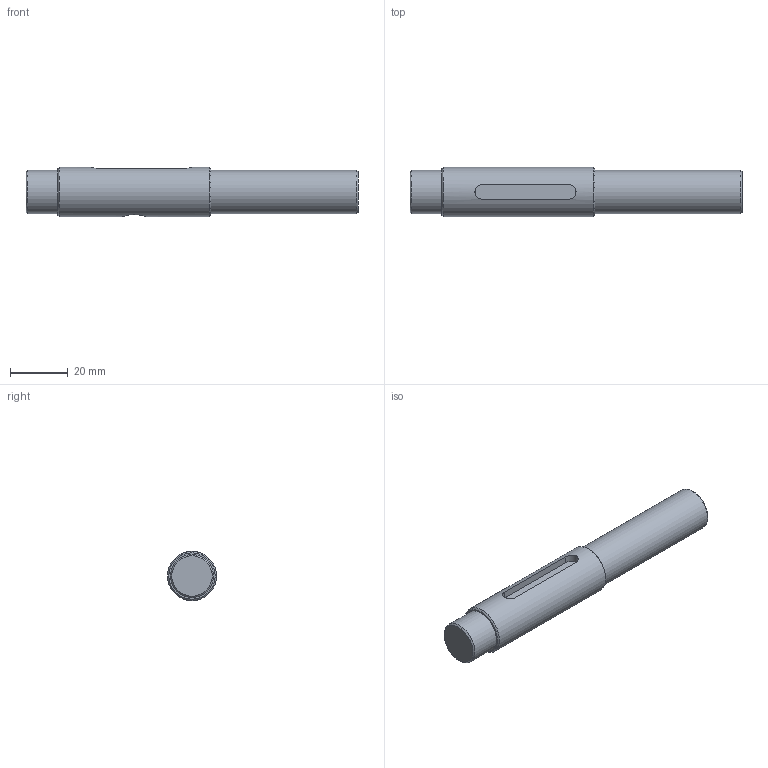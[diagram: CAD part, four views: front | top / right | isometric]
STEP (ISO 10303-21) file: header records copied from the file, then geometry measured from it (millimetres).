
FILE_DESCRIPTION((''),'2;1');
FILE_NAME('944510.ipt.stp','2010-09-05T12:28:05',(''),(''),'Autodesk Inventor 2010','Autodesk Inventor 2010','');
FILE_SCHEMA(('AUTOMOTIVE_DESIGN { 1 0 10303 214 1 1 1 1 }'));
Length unit declared in the file: millimetre
Products named in the file (1): 944510
Bounding box: 115 x 17 x 17 mm (x, y, z)
Volume: 22432.2 mm3; surface area: 6354 mm2
Topology: 1 solids, 1 shells, 17 faces, 35 edges, 23 vertices
Faces by surface type: plane 7, cone 5, cylinder 5
Full cylindrical faces by diameter (mm): 15 x2, 17 x1
Entity records: 497 total; most frequent: CARTESIAN_POINT 145, DIRECTION 68, ORIENTED_EDGE 52, AXIS2_PLACEMENT_3D 30, EDGE_LOOP 28, EDGE_CURVE 26, VERTEX_POINT 22, FACE_OUTER_BOUND 17
